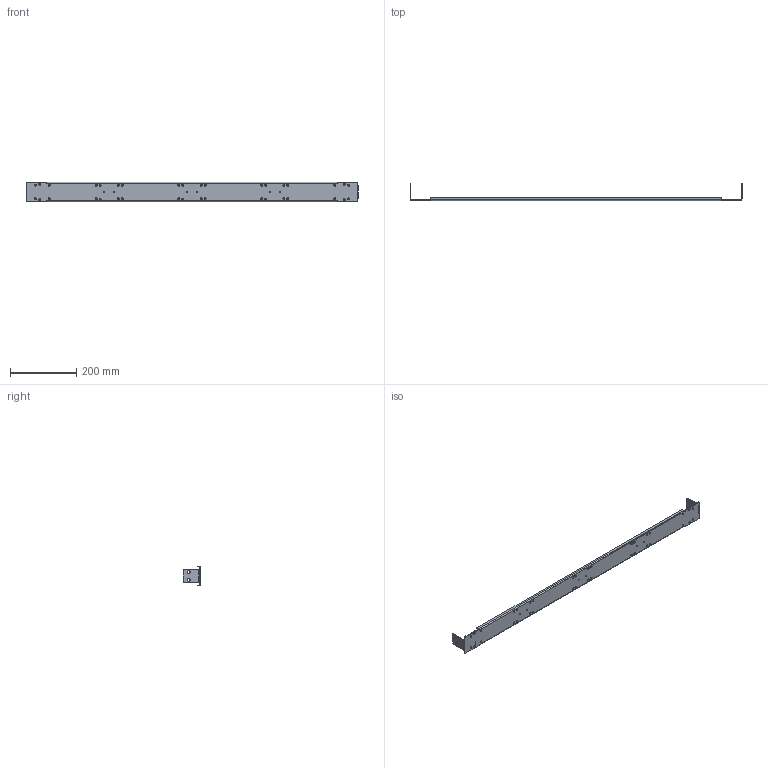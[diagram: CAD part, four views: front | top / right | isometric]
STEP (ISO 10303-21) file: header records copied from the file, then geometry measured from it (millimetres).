
FILE_DESCRIPTION((''),'2;1');
FILE_NAME('ENCLOSURE_ACCESSORIES_GENERAL_9_ASM','2023-03-03T09:12:42',('klemen.sitar'),('Audax d.o.o.'),'CREO PARAMETRIC BY PTC INC, 2021304','CREO PARAMETRIC BY PTC INC, 2021304','');
FILE_SCHEMA(('AP242_MANAGED_MODEL_BASED_3D_ENGINEERING_MIM_LF { 1 0 10303 442 1 1 4 }'));
Length unit declared in the file: millimetre
Products named in the file (3): 2620326816; 3006888304; ENCLOSURE_ACCESSORIES_GENERAL_9_ASM
Assembly tree (3 placements, depth 2):
  ENCLOSURE_ACCESSORIES_GENERAL_9_ASM
    2620326816  x2
    3006888304
Bounding box: 1001 x 51.5 x 59.5 mm (x, y, z)
Volume: 159361.4 mm3; surface area: 166727.1 mm2
Topology: 3 solids, 3 shells, 170 faces, 480 edges, 316 vertices
Faces by surface type: cylinder 120, plane 50
Entity records: 6676 total; most frequent: DIRECTION 904, CARTESIAN_POINT 814, ORIENTED_EDGE 796, PRESENTATION_STYLE_ASSIGNMENT 400, STYLED_ITEM 400, CURVE_STYLE 398, EDGE_CURVE 398, AXIS2_PLACEMENT_3D 360
